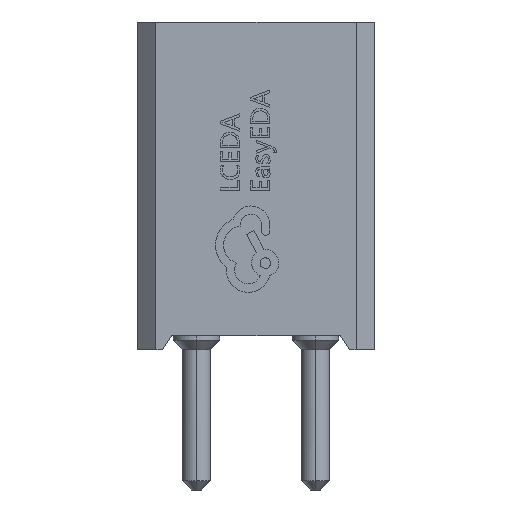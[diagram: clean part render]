
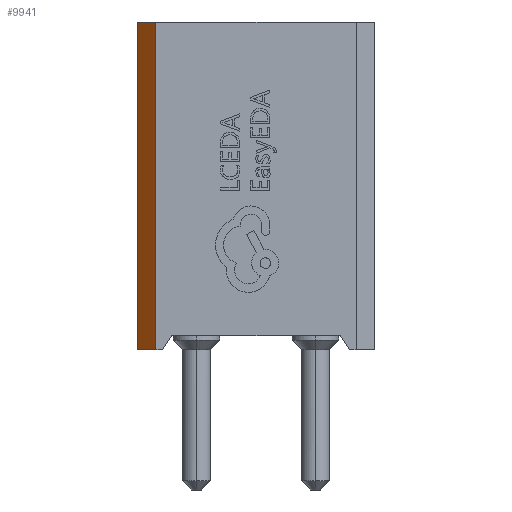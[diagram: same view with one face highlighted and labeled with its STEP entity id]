
A CAD part, left-side view. The second image highlights one B-rep face of the part: STEP entity #9941.
In plain terms, the highlighted free-form (B-spline) face has degree [1, 1] with [2, 2] control points.
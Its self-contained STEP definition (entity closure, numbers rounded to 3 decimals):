
#6351 = VERTEX_POINT('',#6352);
#6352 = CARTESIAN_POINT('',(-15.235,2.14,10.));
#6357 = EDGE_CURVE('',#6358,#6351,#6360,.T.);
#6358 = VERTEX_POINT('',#6359);
#6359 = CARTESIAN_POINT('',(-15.235,2.14,3.));
#6360 = B_SPLINE_CURVE_WITH_KNOTS('',1,(#6361,#6362),.UNSPECIFIED.,.F.,
  .F.,(2,2),(0.,7.),.PIECEWISE_BEZIER_KNOTS.);
#6361 = CARTESIAN_POINT('',(-15.235,2.14,3.));
#6362 = CARTESIAN_POINT('',(-15.235,2.14,10.));
#9133 = VERTEX_POINT('',#9134);
#9134 = CARTESIAN_POINT('',(-14.835,2.54,10.));
#9147 = VERTEX_POINT('',#9148);
#9148 = CARTESIAN_POINT('',(-14.835,2.54,3.));
#9153 = EDGE_CURVE('',#9147,#9133,#9154,.T.);
#9154 = B_SPLINE_CURVE_WITH_KNOTS('',1,(#9155,#9156),.UNSPECIFIED.,.F.,
  .F.,(2,2),(0.,7.),.PIECEWISE_BEZIER_KNOTS.);
#9155 = CARTESIAN_POINT('',(-14.835,2.54,3.));
#9156 = CARTESIAN_POINT('',(-14.835,2.54,10.));
#9544 = EDGE_CURVE('',#6351,#9133,#9545,.T.);
#9545 = B_SPLINE_CURVE_WITH_KNOTS('',1,(#9546,#9547),.UNSPECIFIED.,.F.,
  .F.,(2,2),(0.,0.566),.PIECEWISE_BEZIER_KNOTS.);
#9546 = CARTESIAN_POINT('',(-15.235,2.14,10.));
#9547 = CARTESIAN_POINT('',(-14.835,2.54,10.));
#9783 = EDGE_CURVE('',#6358,#9147,#9784,.T.);
#9784 = B_SPLINE_CURVE_WITH_KNOTS('',1,(#9785,#9786),.UNSPECIFIED.,.F.,
  .F.,(2,2),(0.,0.566),.PIECEWISE_BEZIER_KNOTS.);
#9785 = CARTESIAN_POINT('',(-15.235,2.14,3.));
#9786 = CARTESIAN_POINT('',(-14.835,2.54,3.));
#9941 = ADVANCED_FACE('',(#9942),#9948,.F.);
#9942 = FACE_BOUND('',#9943,.T.);
#9943 = EDGE_LOOP('',(#9944,#9945,#9946,#9947));
#9944 = ORIENTED_EDGE('',*,*,#9544,.T.);
#9945 = ORIENTED_EDGE('',*,*,#9153,.F.);
#9946 = ORIENTED_EDGE('',*,*,#9783,.F.);
#9947 = ORIENTED_EDGE('',*,*,#6357,.T.);
#9948 = B_SPLINE_SURFACE_WITH_KNOTS('',1,1,(
    (#9949,#9950)
    ,(#9951,#9952
    )),.UNSPECIFIED.,.F.,.F.,.F.,(2,2),(2,2),(0.,0.566),(0.,7.)
  ,.PIECEWISE_BEZIER_KNOTS.);
#9949 = CARTESIAN_POINT('',(-15.235,2.14,3.));
#9950 = CARTESIAN_POINT('',(-15.235,2.14,10.));
#9951 = CARTESIAN_POINT('',(-14.835,2.54,3.));
#9952 = CARTESIAN_POINT('',(-14.835,2.54,10.));
